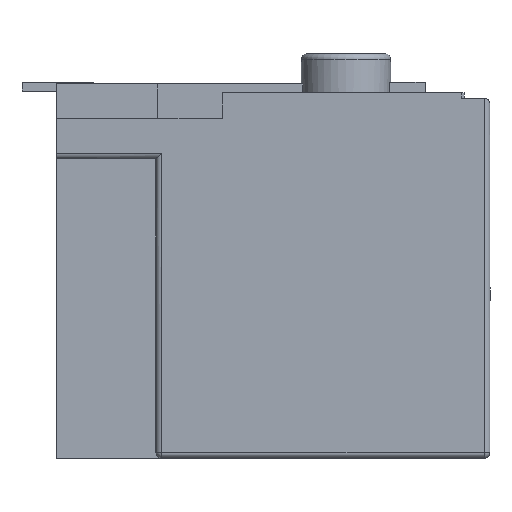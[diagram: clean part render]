
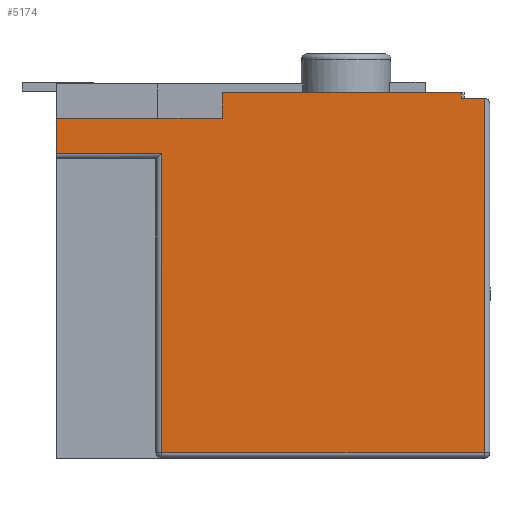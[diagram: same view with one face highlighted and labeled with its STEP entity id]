
A CAD part, left-side view. The second image highlights one B-rep face of the part: STEP entity #5174.
In plain terms, the highlighted planar face has unit normal (-1, 0, 0).
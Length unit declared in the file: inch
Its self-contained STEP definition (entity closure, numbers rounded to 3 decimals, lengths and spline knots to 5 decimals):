
#114=DIRECTION('',(0.,0.,1.));
#115=VECTOR('',#114,12.3);
#116=CARTESIAN_POINT('',(-7.95,0.2,-6.325));
#117=LINE('',#116,#115);
#136=DIRECTION('',(0.,-1.,0.));
#137=VECTOR('',#136,11.2);
#138=CARTESIAN_POINT('',(-7.95,11.4,-6.325));
#139=LINE('',#138,#137);
#284=DIRECTION('',(0.,0.,-1.));
#285=VECTOR('',#284,1.2);
#286=CARTESIAN_POINT('',(-7.95,15.05,5.275));
#287=LINE('',#286,#285);
#830=DIRECTION('',(0.,1.,0.));
#831=VECTOR('',#830,0.8);
#832=CARTESIAN_POINT('',(-7.95,0.2,5.975));
#833=LINE('',#832,#831);
#846=DIRECTION('',(0.,0.,-1.));
#847=VECTOR('',#846,0.2);
#848=CARTESIAN_POINT('',(-7.95,1.,6.175));
#849=LINE('',#848,#847);
#850=DIRECTION('',(0.,-1.,0.));
#851=VECTOR('',#850,5.75);
#852=CARTESIAN_POINT('',(-7.95,15.05,5.275));
#853=LINE('',#852,#851);
#854=DIRECTION('',(0.,0.,1.));
#855=VECTOR('',#854,0.9);
#856=CARTESIAN_POINT('',(-7.95,9.3,5.275));
#857=LINE('',#856,#855);
#858=DIRECTION('',(0.,-1.,0.));
#859=VECTOR('',#858,8.3);
#860=CARTESIAN_POINT('',(-7.95,9.3,6.175));
#861=LINE('',#860,#859);
#894=DIRECTION('',(0.,0.,-1.));
#895=VECTOR('',#894,10.4);
#896=CARTESIAN_POINT('',(-7.95,11.4,4.075));
#897=LINE('',#896,#895);
#942=DIRECTION('',(0.,-1.,0.));
#943=VECTOR('',#942,3.65);
#944=CARTESIAN_POINT('',(-7.95,15.05,4.075));
#945=LINE('',#944,#943);
#3148=CARTESIAN_POINT('',(-7.95,0.2,-6.325));
#3149=VERTEX_POINT('',#3148);
#3150=CARTESIAN_POINT('',(-7.95,0.2,5.975));
#3151=VERTEX_POINT('',#3150);
#3154=CARTESIAN_POINT('',(-7.95,11.4,-6.325));
#3155=VERTEX_POINT('',#3154);
#3209=CARTESIAN_POINT('',(-7.95,15.05,5.275));
#3210=VERTEX_POINT('',#3209);
#3211=CARTESIAN_POINT('',(-7.95,15.05,4.075));
#3212=VERTEX_POINT('',#3211);
#3277=CARTESIAN_POINT('',(-7.95,1.,5.975));
#3278=VERTEX_POINT('',#3277);
#3287=CARTESIAN_POINT('',(-7.95,1.,6.175));
#3288=VERTEX_POINT('',#3287);
#3289=CARTESIAN_POINT('',(-7.95,11.4,4.075));
#3290=VERTEX_POINT('',#3289);
#3291=CARTESIAN_POINT('',(-7.95,9.3,5.275));
#3292=VERTEX_POINT('',#3291);
#3293=CARTESIAN_POINT('',(-7.95,9.3,6.175));
#3294=VERTEX_POINT('',#3293);
#5153=CARTESIAN_POINT('',(-7.95,0.,-6.525));
#5154=DIRECTION('',(-1.,0.,0.));
#5155=DIRECTION('',(0.,0.,1.));
#5156=AXIS2_PLACEMENT_3D('',#5153,#5154,#5155);
#5157=PLANE('',#5156);
#5159=ORIENTED_EDGE('',*,*,#5158,.T.);
#5160=ORIENTED_EDGE('',*,*,#5135,.F.);
#5161=ORIENTED_EDGE('',*,*,#4158,.F.);
#5162=ORIENTED_EDGE('',*,*,#4187,.F.);
#5164=ORIENTED_EDGE('',*,*,#5163,.F.);
#5166=ORIENTED_EDGE('',*,*,#5165,.F.);
#5167=ORIENTED_EDGE('',*,*,#4334,.F.);
#5168=ORIENTED_EDGE('',*,*,#4493,.T.);
#5170=ORIENTED_EDGE('',*,*,#5169,.T.);
#5171=ORIENTED_EDGE('',*,*,#4774,.T.);
#5172=EDGE_LOOP('',(#5159,#5160,#5161,#5162,#5164,#5166,#5167,#5168,#5170,
#5171));
#5173=FACE_OUTER_BOUND('',#5172,.F.);
#5174=ADVANCED_FACE('',(#5173),#5157,.T.);
#4158=EDGE_CURVE('',#3149,#3151,#117,.T.);
#4187=EDGE_CURVE('',#3155,#3149,#139,.T.);
#4334=EDGE_CURVE('',#3210,#3212,#287,.T.);
#4493=EDGE_CURVE('',#3210,#3292,#853,.T.);
#4774=EDGE_CURVE('',#3294,#3288,#861,.T.);
#5135=EDGE_CURVE('',#3151,#3278,#833,.T.);
#5158=EDGE_CURVE('',#3288,#3278,#849,.T.);
#5163=EDGE_CURVE('',#3290,#3155,#897,.T.);
#5165=EDGE_CURVE('',#3212,#3290,#945,.T.);
#5169=EDGE_CURVE('',#3292,#3294,#857,.T.);
